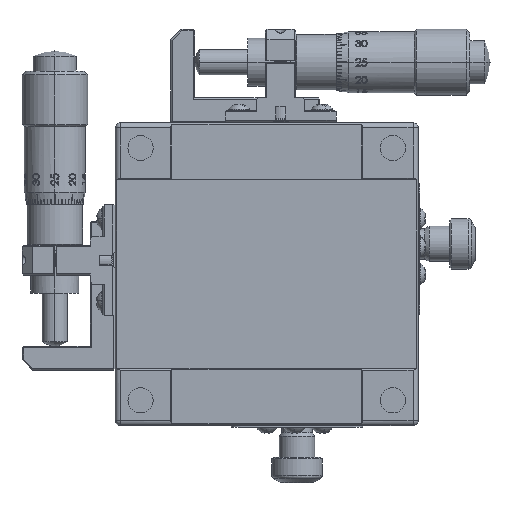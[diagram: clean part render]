
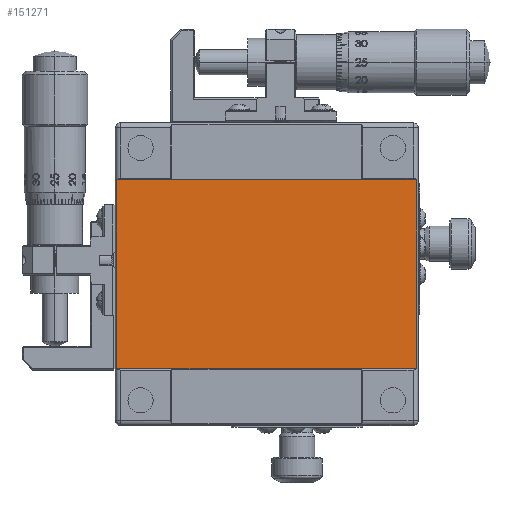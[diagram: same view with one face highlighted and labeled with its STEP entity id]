
A CAD part, front view. The second image highlights one B-rep face of the part: STEP entity #151271.
In plain terms, the highlighted planar face has unit normal (0, -1, 0).
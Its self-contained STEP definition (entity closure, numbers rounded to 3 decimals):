
#4797 = LINE ( 'NONE', #53421, #108424 ) ;
#9326 = DIRECTION ( 'NONE',  ( 0., 1., 0. ) ) ;
#13186 = DIRECTION ( 'NONE',  ( 0., 0., -1. ) ) ;
#13862 = CARTESIAN_POINT ( 'NONE',  ( -33.586, -5.708, 18.7 ) ) ;
#14263 = CARTESIAN_POINT ( 'NONE',  ( 26.128, -5.708, -18.7 ) ) ;
#15683 = LINE ( 'NONE', #96149, #119298 ) ;
#27240 = DIRECTION ( 'NONE',  ( -1., 0., 0. ) ) ;
#28462 = EDGE_CURVE ( 'NONE', #136955, #79871, #15683, .T. ) ;
#38100 = CARTESIAN_POINT ( 'NONE',  ( -33.586, -5.708, 18.7 ) ) ;
#38525 = CARTESIAN_POINT ( 'NONE',  ( -33.586, -5.708, -18.7 ) ) ;
#41688 = FACE_OUTER_BOUND ( 'NONE', #49454, .T. ) ;
#45250 = CARTESIAN_POINT ( 'NONE',  ( 25.842, -5.708, -18.7 ) ) ;
#45351 = CARTESIAN_POINT ( 'NONE',  ( 25.842, -5.708, 18.7 ) ) ;
#49454 = EDGE_LOOP ( 'NONE', ( #76271, #86414, #109140, #163586 ) ) ;
#53421 = CARTESIAN_POINT ( 'NONE',  ( 25.842, -5.708, -18.7 ) ) ;
#60183 = LINE ( 'NONE', #14263, #159787 ) ;
#66479 = DIRECTION ( 'NONE',  ( 0., 0., 1. ) ) ;
#74067 = PLANE ( 'NONE',  #97191 ) ;
#76271 = ORIENTED_EDGE ( 'NONE', *, *, #153050, .T. ) ;
#79871 = VERTEX_POINT ( 'NONE', #13862 ) ;
#80139 = VECTOR ( 'NONE', #13186, 1000. ) ;
#86414 = ORIENTED_EDGE ( 'NONE', *, *, #28462, .T. ) ;
#96149 = CARTESIAN_POINT ( 'NONE',  ( 26.128, -5.708, 18.7 ) ) ;
#96692 = DIRECTION ( 'NONE',  ( -1., 0., 0. ) ) ;
#97191 = AXIS2_PLACEMENT_3D ( 'NONE', #164904, #9326, #100138 ) ;
#97701 = VERTEX_POINT ( 'NONE', #45250 ) ;
#100138 = DIRECTION ( 'NONE',  ( 0., 0., 1. ) ) ;
#101316 = EDGE_CURVE ( 'NONE', #79871, #128530, #114688, .T. ) ;
#108424 = VECTOR ( 'NONE', #66479, 1000. ) ;
#109140 = ORIENTED_EDGE ( 'NONE', *, *, #101316, .T. ) ;
#114688 = LINE ( 'NONE', #38100, #80139 ) ;
#119298 = VECTOR ( 'NONE', #96692, 1000. ) ;
#128530 = VERTEX_POINT ( 'NONE', #38525 ) ;
#129495 = EDGE_CURVE ( 'NONE', #97701, #128530, #60183, .T. ) ;
#136955 = VERTEX_POINT ( 'NONE', #45351 ) ;
#151271 = ADVANCED_FACE ( 'NONE', ( #41688 ), #74067, .F. ) ;
#153050 = EDGE_CURVE ( 'NONE', #97701, #136955, #4797, .T. ) ;
#159787 = VECTOR ( 'NONE', #27240, 1000. ) ;
#163586 = ORIENTED_EDGE ( 'NONE', *, *, #129495, .F. ) ;
#164904 = CARTESIAN_POINT ( 'NONE',  ( 26.128, -5.708, 18.7 ) ) ;
